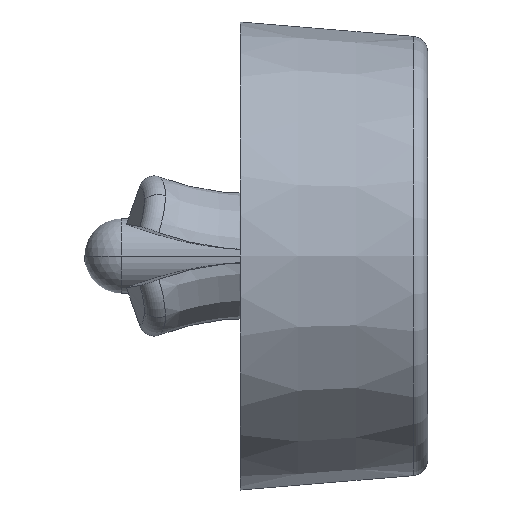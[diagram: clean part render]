
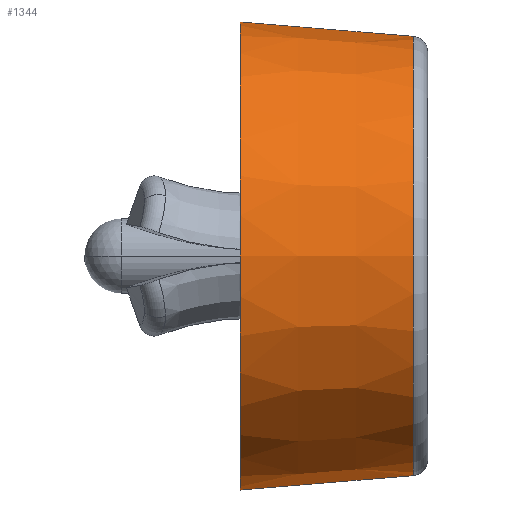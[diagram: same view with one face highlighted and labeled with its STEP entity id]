
A CAD part, left-side view. The second image highlights one B-rep face of the part: STEP entity #1344.
In plain terms, the highlighted conical face has half-angle 4.764 degrees and reference radius 7.038 mm.
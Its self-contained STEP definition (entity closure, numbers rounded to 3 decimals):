
#31 = VERTEX_POINT ( 'NONE', #1795 ) ;
#32 = CIRCLE ( 'NONE', #3657, 7.038 ) ;
#168 = LINE ( 'NONE', #3222, #4453 ) ;
#259 = CARTESIAN_POINT ( 'NONE',  ( 0., 0., 0. ) ) ;
#489 = LINE ( 'NONE', #4721, #4919 ) ;
#539 = EDGE_CURVE ( 'NONE', #751, #31, #168, .T. ) ;
#608 = DIRECTION ( 'NONE',  ( 0., 0.997, -0.083 ) ) ;
#632 = DIRECTION ( 'NONE',  ( 0., 1., 0. ) ) ;
#713 = AXIS2_PLACEMENT_3D ( 'NONE', #3513, #3115, #2240 ) ;
#738 = DIRECTION ( 'NONE',  ( 0., 0.997, 0.083 ) ) ;
#745 = EDGE_CURVE ( 'NONE', #3915, #5150, #489, .T. ) ;
#751 = VERTEX_POINT ( 'NONE', #1794 ) ;
#1034 = EDGE_CURVE ( 'NONE', #3915, #751, #32, .T. ) ;
#1344 = ADVANCED_FACE ( 'NONE', ( #4320 ), #4251, .T. ) ;
#1427 = AXIS2_PLACEMENT_3D ( 'NONE', #259, #3966, #4386 ) ;
#1474 = ORIENTED_EDGE ( 'NONE', *, *, #4826, .F. ) ;
#1794 = CARTESIAN_POINT ( 'NONE',  ( 0., -5.542, 7.038 ) ) ;
#1795 = CARTESIAN_POINT ( 'NONE',  ( 0., 0., 7.5 ) ) ;
#1908 = DIRECTION ( 'NONE',  ( 0., 0., 1. ) ) ;
#2240 = DIRECTION ( 'NONE',  ( 0., 0., 1. ) ) ;
#2650 = CARTESIAN_POINT ( 'NONE',  ( 0., -5.542, -7.038 ) ) ;
#2799 = ORIENTED_EDGE ( 'NONE', *, *, #745, .F. ) ;
#3115 = DIRECTION ( 'NONE',  ( 0., 1., 0. ) ) ;
#3191 = CIRCLE ( 'NONE', #1427, 7.5 ) ;
#3222 = CARTESIAN_POINT ( 'NONE',  ( 0., -5.542, 7.038 ) ) ;
#3394 = EDGE_LOOP ( 'NONE', ( #2799, #4785, #5397, #1474 ) ) ;
#3513 = CARTESIAN_POINT ( 'NONE',  ( 0., -5.542, 0. ) ) ;
#3657 = AXIS2_PLACEMENT_3D ( 'NONE', #3959, #632, #1908 ) ;
#3915 = VERTEX_POINT ( 'NONE', #2650 ) ;
#3959 = CARTESIAN_POINT ( 'NONE',  ( 0., -5.542, 0. ) ) ;
#3966 = DIRECTION ( 'NONE',  ( 0., 1., 0. ) ) ;
#4251 = CONICAL_SURFACE ( 'NONE', #713, 7.038, 0.083 ) ;
#4320 = FACE_OUTER_BOUND ( 'NONE', #3394, .T. ) ;
#4386 = DIRECTION ( 'NONE',  ( 0., 0., 1. ) ) ;
#4453 = VECTOR ( 'NONE', #738, 1000. ) ;
#4521 = CARTESIAN_POINT ( 'NONE',  ( 0., 0., -7.5 ) ) ;
#4721 = CARTESIAN_POINT ( 'NONE',  ( 0., -5.542, -7.038 ) ) ;
#4785 = ORIENTED_EDGE ( 'NONE', *, *, #1034, .T. ) ;
#4826 = EDGE_CURVE ( 'NONE', #5150, #31, #3191, .T. ) ;
#4919 = VECTOR ( 'NONE', #608, 1000. ) ;
#5150 = VERTEX_POINT ( 'NONE', #4521 ) ;
#5397 = ORIENTED_EDGE ( 'NONE', *, *, #539, .T. ) ;
